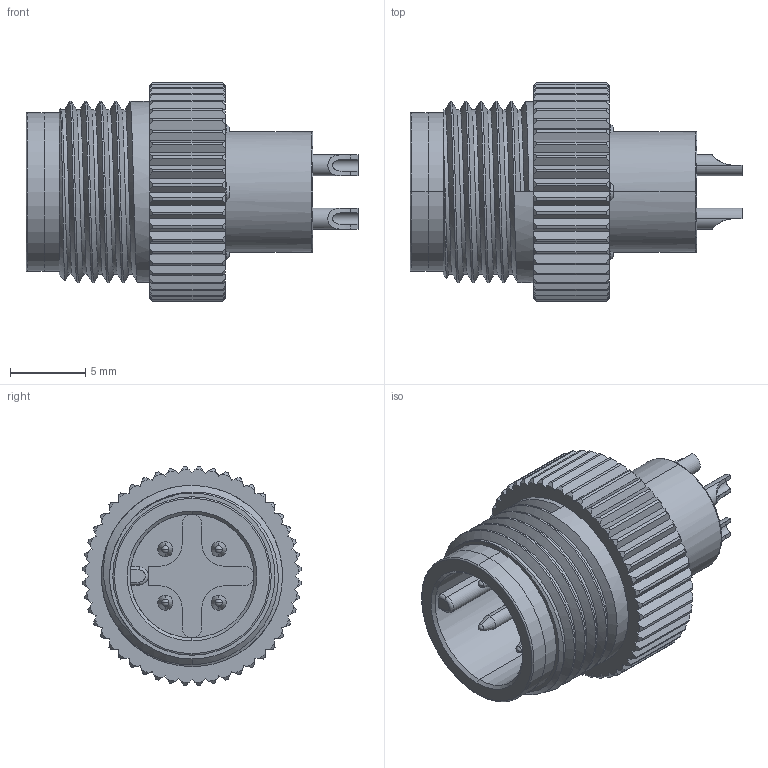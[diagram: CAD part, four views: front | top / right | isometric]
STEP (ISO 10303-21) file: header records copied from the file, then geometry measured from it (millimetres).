
FILE_DESCRIPTION (( 'STEP AP203' ), '1' );
FILE_NAME ('50-00973.STEP', '2020-10-15T16:06:03', ( '' ), ( '' ), 'SwSTEP 2.0', 'SolidWorks 2015', '' );
FILE_SCHEMA (( 'CONFIG_CONTROL_DESIGN' ));
Length unit declared in the file: millimetre
Products named in the file (4): 50-00973-02___; 50-00973; 50-00973-01___; 50-00973-03___
Assembly tree (6 placements, depth 2):
  50-00973
    50-00973-01___
    50-00973-02___
    50-00973-03___  x4
Bounding box: 22 x 14.48 x 14.48 mm (x, y, z)
Volume: 1366.2 mm3; surface area: 2719 mm2
Topology: 6 solids, 6 shells, 564 faces, 1512 edges, 978 vertices
Faces by surface type: plane 219, cylinder 175, cone 130, torus 29, sphere 8, bspline 3
Entity records: 16617 total; most frequent: CARTESIAN_POINT 4312, ORIENTED_EDGE 2588, DIRECTION 2390, EDGE_CURVE 1294, AXIS2_PLACEMENT_3D 864, VERTEX_POINT 852, VECTOR 662, LINE 662
